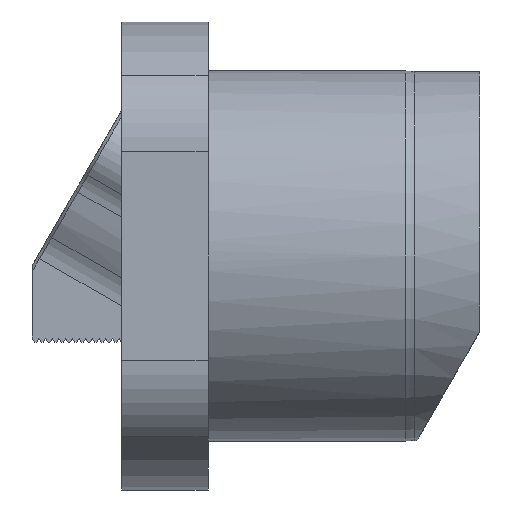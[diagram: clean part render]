
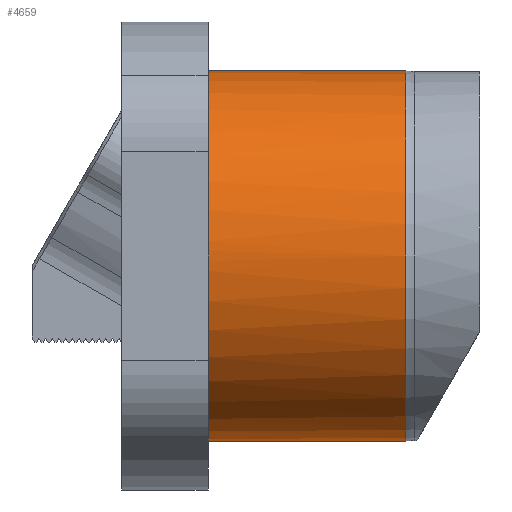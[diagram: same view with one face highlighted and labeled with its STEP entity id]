
A CAD part, left-side view. The second image highlights one B-rep face of the part: STEP entity #4659.
In plain terms, the highlighted cylindrical face has radius 14.995 mm (diameter 29.99 mm), a partial arc.
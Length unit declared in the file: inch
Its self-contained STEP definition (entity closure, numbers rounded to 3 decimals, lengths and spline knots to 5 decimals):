
#64 = LINE ( 'NONE', #4957, #9298 ) ;
#366 = CIRCLE ( 'NONE', #7282, 0.59035 ) ;
#881 = CARTESIAN_POINT ( 'NONE',  ( 0., 0.86614, 0.59035 ) ) ;
#1090 = VERTEX_POINT ( 'NONE', #14117 ) ;
#1542 = DIRECTION ( 'NONE',  ( 0., 1., 0. ) ) ;
#1690 = DIRECTION ( 'NONE',  ( 0., 1., 0. ) ) ;
#1737 = DIRECTION ( 'NONE',  ( 0., 1., 0. ) ) ;
#1782 = VERTEX_POINT ( 'NONE', #881 ) ;
#2040 = CARTESIAN_POINT ( 'NONE',  ( 0., 0.23622, -0.59035 ) ) ;
#2069 = AXIS2_PLACEMENT_3D ( 'NONE', #15153, #8057, #10377 ) ;
#2370 = CIRCLE ( 'NONE', #8528, 0.59035 ) ;
#2397 = DIRECTION ( 'NONE',  ( 0., 1., 0. ) ) ;
#2400 = VECTOR ( 'NONE', #4920, 39.37008 ) ;
#2685 = CIRCLE ( 'NONE', #10637, 0.59035 ) ;
#2830 = CARTESIAN_POINT ( 'NONE',  ( -0.58839, 0.86614, 0.04817 ) ) ;
#3141 = EDGE_CURVE ( 'NONE', #10605, #11016, #366, .T. ) ;
#3745 = ORIENTED_EDGE ( 'NONE', *, *, #13864, .T. ) ;
#4102 = EDGE_LOOP ( 'NONE', ( #11525, #3745, #8740, #7872, #11177, #4207 ) ) ;
#4207 = ORIENTED_EDGE ( 'NONE', *, *, #3141, .F. ) ;
#4659 = ADVANCED_FACE ( 'NONE', ( #10289 ), #12926, .T. ) ;
#4920 = DIRECTION ( 'NONE',  ( 0., 1., 0. ) ) ;
#4957 = CARTESIAN_POINT ( 'NONE',  ( 0., 1.14173, 0.59035 ) ) ;
#5191 = EDGE_CURVE ( 'NONE', #11016, #6403, #2685, .T. ) ;
#5284 = DIRECTION ( 'NONE',  ( 0., 0., 1. ) ) ;
#5914 = DIRECTION ( 'NONE',  ( 0., 0., 1. ) ) ;
#5977 = VERTEX_POINT ( 'NONE', #2040 ) ;
#6403 = VERTEX_POINT ( 'NONE', #2830 ) ;
#6953 = CARTESIAN_POINT ( 'NONE',  ( 0., 0.86614, -0.59035 ) ) ;
#7124 = DIRECTION ( 'NONE',  ( 0., 1., 0. ) ) ;
#7282 = AXIS2_PLACEMENT_3D ( 'NONE', #11382, #1737, #5284 ) ;
#7334 = CARTESIAN_POINT ( 'NONE',  ( 0., 1.14173, -0.59035 ) ) ;
#7491 = LINE ( 'NONE', #7334, #2400 ) ;
#7836 = DIRECTION ( 'NONE',  ( 0., 0., 1. ) ) ;
#7872 = ORIENTED_EDGE ( 'NONE', *, *, #15323, .F. ) ;
#8057 = DIRECTION ( 'NONE',  ( 0., 1., 0. ) ) ;
#8528 = AXIS2_PLACEMENT_3D ( 'NONE', #13817, #1542, #7836 ) ;
#8740 = ORIENTED_EDGE ( 'NONE', *, *, #15050, .T. ) ;
#9298 = VECTOR ( 'NONE', #2397, 39.37008 ) ;
#9765 = EDGE_CURVE ( 'NONE', #5977, #10605, #7491, .T. ) ;
#10289 = FACE_OUTER_BOUND ( 'NONE', #4102, .T. ) ;
#10370 = CARTESIAN_POINT ( 'NONE',  ( 0., 0.23622, 0. ) ) ;
#10377 = DIRECTION ( 'NONE',  ( 0., 0., 1. ) ) ;
#10605 = VERTEX_POINT ( 'NONE', #6953 ) ;
#10637 = AXIS2_PLACEMENT_3D ( 'NONE', #12257, #7124, #5914 ) ;
#11016 = VERTEX_POINT ( 'NONE', #14121 ) ;
#11177 = ORIENTED_EDGE ( 'NONE', *, *, #5191, .F. ) ;
#11382 = CARTESIAN_POINT ( 'NONE',  ( 0., 0.86614, 0. ) ) ;
#11525 = ORIENTED_EDGE ( 'NONE', *, *, #9765, .F. ) ;
#11605 = CIRCLE ( 'NONE', #13624, 0.59035 ) ;
#12257 = CARTESIAN_POINT ( 'NONE',  ( 0., 0.86614, 0. ) ) ;
#12692 = DIRECTION ( 'NONE',  ( 0., 0., 1. ) ) ;
#12926 = CYLINDRICAL_SURFACE ( 'NONE', #2069, 0.59035 ) ;
#13624 = AXIS2_PLACEMENT_3D ( 'NONE', #10370, #1690, #12692 ) ;
#13817 = CARTESIAN_POINT ( 'NONE',  ( 0., 0.86614, 0. ) ) ;
#13864 = EDGE_CURVE ( 'NONE', #5977, #1090, #11605, .T. ) ;
#14117 = CARTESIAN_POINT ( 'NONE',  ( 0., 0.23622, 0.59035 ) ) ;
#14121 = CARTESIAN_POINT ( 'NONE',  ( -0.58839, 0.86614, -0.04817 ) ) ;
#15050 = EDGE_CURVE ( 'NONE', #1090, #1782, #64, .T. ) ;
#15153 = CARTESIAN_POINT ( 'NONE',  ( 0., 1.14173, 0. ) ) ;
#15323 = EDGE_CURVE ( 'NONE', #6403, #1782, #2370, .T. ) ;
